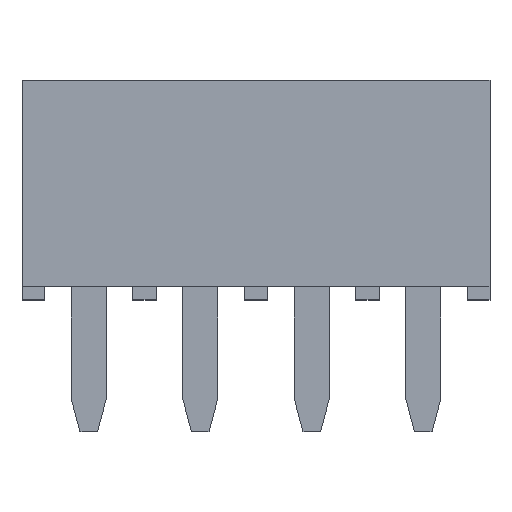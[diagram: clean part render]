
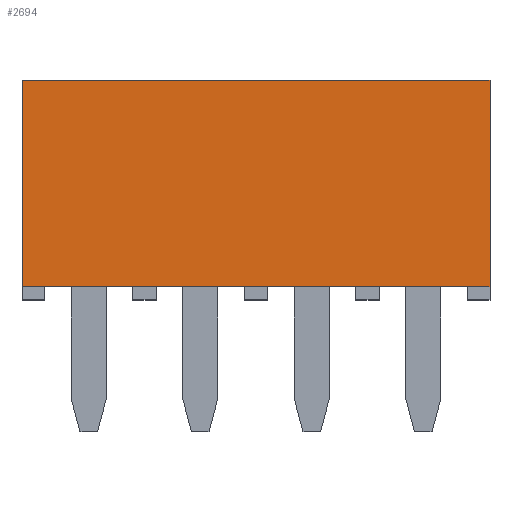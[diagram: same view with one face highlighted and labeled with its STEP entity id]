
A CAD part, top view. The second image highlights one B-rep face of the part: STEP entity #2694.
In plain terms, the highlighted planar face has unit normal (0, 0, 1).
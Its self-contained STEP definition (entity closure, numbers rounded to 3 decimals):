
#132=FACE_OUTER_BOUND('',#292,.T.);
#292=EDGE_LOOP('',(#1967,#1968,#1969,#1970));
#434=LINE('',#3680,#802);
#448=LINE('',#3708,#816);
#529=LINE('',#3877,#897);
#561=LINE('',#3945,#929);
#802=VECTOR('',#2995,10.);
#816=VECTOR('',#3017,51.3);
#897=VECTOR('',#3116,4.7);
#929=VECTOR('',#3190,51.3);
#1164=VERTEX_POINT('',#3666);
#1170=VERTEX_POINT('',#3678);
#1180=VERTEX_POINT('',#3707);
#1259=VERTEX_POINT('',#3876);
#1410=EDGE_CURVE('',#1164,#1170,#434,.T.);
#1424=EDGE_CURVE('',#1180,#1164,#448,.T.);
#1505=EDGE_CURVE('',#1259,#1180,#529,.T.);
#1537=EDGE_CURVE('',#1259,#1170,#561,.T.);
#1967=ORIENTED_EDGE('',*,*,#1410,.T.);
#1968=ORIENTED_EDGE('',*,*,#1537,.F.);
#1969=ORIENTED_EDGE('',*,*,#1505,.T.);
#1970=ORIENTED_EDGE('',*,*,#1424,.T.);
#2541=PLANE('',#2862);
#2694=ADVANCED_FACE('',(#132),#2541,.T.);
#2862=AXIS2_PLACEMENT_3D('',#3944,#3188,#3189);
#2995=DIRECTION('',(0.,1.,0.));
#3017=DIRECTION('',(1.,0.,0.));
#3116=DIRECTION('',(0.,-1.,0.));
#3188=DIRECTION('center_axis',(0.,0.,1.));
#3189=DIRECTION('ref_axis',(0.,-1.,0.));
#3190=DIRECTION('',(1.,0.,0.));
#3666=CARTESIAN_POINT('',(-14.99,0.3,1.25));
#3678=CARTESIAN_POINT('',(-14.99,5.,1.25));
#3680=CARTESIAN_POINT('',(-14.99,3.9,1.25));
#3707=CARTESIAN_POINT('',(-25.65,0.3,1.25));
#3708=CARTESIAN_POINT('',(-25.65,0.3,1.25));
#3876=CARTESIAN_POINT('',(-25.65,5.,1.25));
#3877=CARTESIAN_POINT('',(-25.65,5.,1.25));
#3944=CARTESIAN_POINT('Origin',(-25.65,5.,1.25));
#3945=CARTESIAN_POINT('',(-25.65,5.,1.25));
